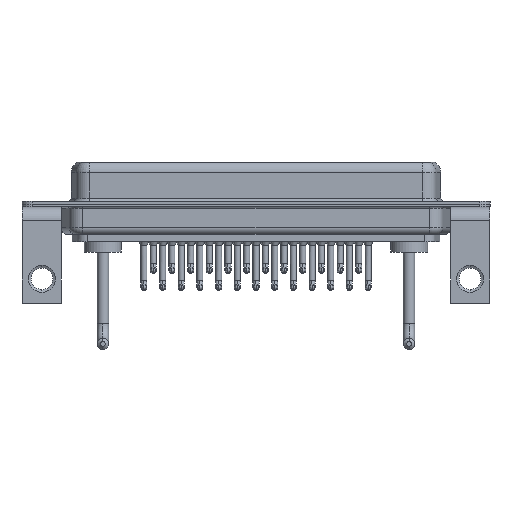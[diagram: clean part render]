
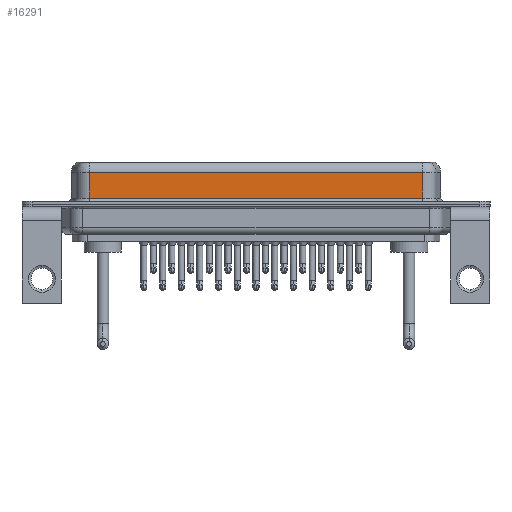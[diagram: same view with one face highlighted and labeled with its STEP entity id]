
A CAD part, front view. The second image highlights one B-rep face of the part: STEP entity #16291.
In plain terms, the highlighted planar face has unit normal (0, -1, 0).
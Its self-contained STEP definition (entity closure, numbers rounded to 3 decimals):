
#206 = FACE_OUTER_BOUND ( 'NONE', #17729, .T. ) ;
#2387 = VERTEX_POINT ( 'NONE', #11154 ) ;
#3593 = CARTESIAN_POINT ( 'NONE',  ( 7.038, -3.95, 4.65 ) ) ;
#4341 = CARTESIAN_POINT ( 'NONE',  ( 56.462, -3.95, 6.4 ) ) ;
#4444 = DIRECTION ( 'NONE',  ( 1., 0., 0. ) ) ;
#4677 = VERTEX_POINT ( 'NONE', #15099 ) ;
#4860 = ORIENTED_EDGE ( 'NONE', *, *, #21502, .T. ) ;
#4958 = LINE ( 'NONE', #6764, #15305 ) ;
#5630 = VECTOR ( 'NONE', #7301, 1000. ) ;
#6016 = EDGE_CURVE ( 'NONE', #18882, #20812, #24928, .T. ) ;
#6453 = AXIS2_PLACEMENT_3D ( 'NONE', #4341, #21692, #19999 ) ;
#6731 = EDGE_CURVE ( 'NONE', #4677, #18882, #9790, .T. ) ;
#6764 = CARTESIAN_POINT ( 'NONE',  ( 56.462, -3.95, 0.9 ) ) ;
#6960 = CARTESIAN_POINT ( 'NONE',  ( 7.038, -3.95, 6.4 ) ) ;
#7301 = DIRECTION ( 'NONE',  ( 0., 0., -1. ) ) ;
#9790 = LINE ( 'NONE', #24097, #17351 ) ;
#11154 = CARTESIAN_POINT ( 'NONE',  ( 56.462, -3.95, 0.9 ) ) ;
#13192 = ORIENTED_EDGE ( 'NONE', *, *, #6731, .T. ) ;
#13664 = DIRECTION ( 'NONE',  ( -1., 0., 0. ) ) ;
#14172 = PLANE ( 'NONE',  #6453 ) ;
#15099 = CARTESIAN_POINT ( 'NONE',  ( 56.462, -3.95, 4.65 ) ) ;
#15305 = VECTOR ( 'NONE', #4444, 1000. ) ;
#16291 = ADVANCED_FACE ( 'NONE', ( #206 ), #14172, .F. ) ;
#16542 = EDGE_CURVE ( 'NONE', #4677, #2387, #19329, .T. ) ;
#16970 = VECTOR ( 'NONE', #19116, 1000. ) ;
#17351 = VECTOR ( 'NONE', #13664, 1000. ) ;
#17729 = EDGE_LOOP ( 'NONE', ( #23765, #13192, #22313, #4860 ) ) ;
#18882 = VERTEX_POINT ( 'NONE', #3593 ) ;
#19116 = DIRECTION ( 'NONE',  ( 0., 0., -1. ) ) ;
#19329 = LINE ( 'NONE', #24773, #5630 ) ;
#19999 = DIRECTION ( 'NONE',  ( 0., 0., 1. ) ) ;
#20812 = VERTEX_POINT ( 'NONE', #21950 ) ;
#21502 = EDGE_CURVE ( 'NONE', #20812, #2387, #4958, .T. ) ;
#21692 = DIRECTION ( 'NONE',  ( 0., 1., 0. ) ) ;
#21950 = CARTESIAN_POINT ( 'NONE',  ( 7.038, -3.95, 0.9 ) ) ;
#22313 = ORIENTED_EDGE ( 'NONE', *, *, #6016, .T. ) ;
#23765 = ORIENTED_EDGE ( 'NONE', *, *, #16542, .F. ) ;
#24097 = CARTESIAN_POINT ( 'NONE',  ( 56.462, -3.95, 4.65 ) ) ;
#24773 = CARTESIAN_POINT ( 'NONE',  ( 56.462, -3.95, 6.4 ) ) ;
#24928 = LINE ( 'NONE', #6960, #16970 ) ;
